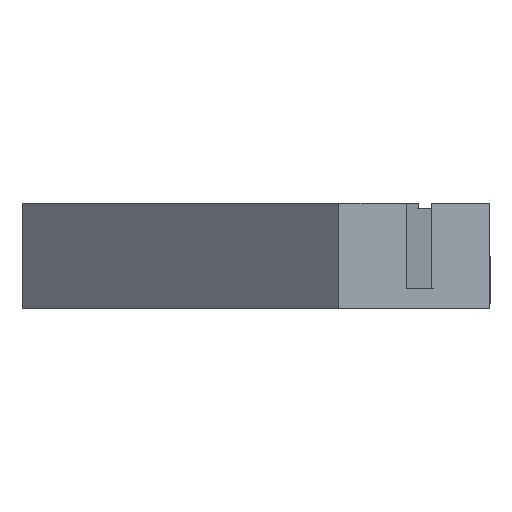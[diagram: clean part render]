
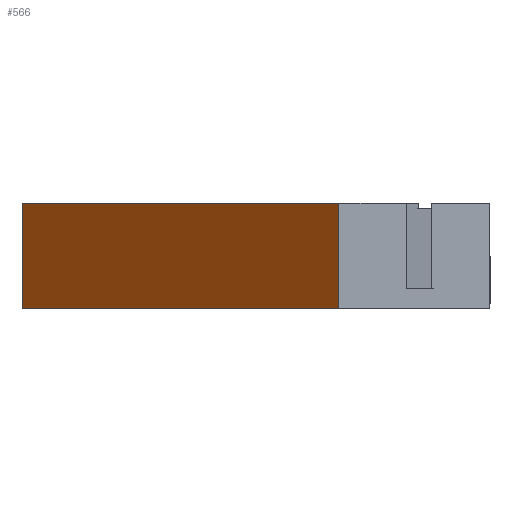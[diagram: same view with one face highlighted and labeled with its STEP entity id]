
A CAD part, left-side view. The second image highlights one B-rep face of the part: STEP entity #566.
In plain terms, the highlighted planar face has unit normal (-0.707, 0.707, 0).
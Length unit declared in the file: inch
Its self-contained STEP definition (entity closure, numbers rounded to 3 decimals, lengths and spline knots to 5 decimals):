
#78 = CARTESIAN_POINT ( 'NONE',  ( -0.35815, 1.01181, 0.11417 ) ) ;
#92 = DIRECTION ( 'NONE',  ( 0.707, 0.707, 0. ) ) ;
#115 = VERTEX_POINT ( 'NONE', #412 ) ;
#124 = FACE_OUTER_BOUND ( 'NONE', #1384, .T. ) ;
#213 = VERTEX_POINT ( 'NONE', #564 ) ;
#239 = CARTESIAN_POINT ( 'NONE',  ( -0.35815, 1.01181, 0.11417 ) ) ;
#382 = PLANE ( 'NONE',  #1280 ) ;
#412 = CARTESIAN_POINT ( 'NONE',  ( -1.04331, 0.32666, -0.11417 ) ) ;
#427 = CARTESIAN_POINT ( 'NONE',  ( -1.04331, 0.32666, 0.11417 ) ) ;
#500 = VECTOR ( 'NONE', #92, 39.37008 ) ;
#564 = CARTESIAN_POINT ( 'NONE',  ( -0.35815, 1.01181, -0.11417 ) ) ;
#566 = ADVANCED_FACE ( 'NONE', ( #124 ), #382, .F. ) ;
#589 = ORIENTED_EDGE ( 'NONE', *, *, #1078, .T. ) ;
#621 = LINE ( 'NONE', #1330, #757 ) ;
#684 = EDGE_CURVE ( 'NONE', #1238, #115, #621, .T. ) ;
#718 = CARTESIAN_POINT ( 'NONE',  ( -1.04331, 0.32666, 0.11417 ) ) ;
#757 = VECTOR ( 'NONE', #921, 39.37008 ) ;
#771 = DIRECTION ( 'NONE',  ( 0.707, 0.707, 0. ) ) ;
#780 = ORIENTED_EDGE ( 'NONE', *, *, #684, .F. ) ;
#887 = CARTESIAN_POINT ( 'NONE',  ( -0.35815, 1.01181, 0.11417 ) ) ;
#921 = DIRECTION ( 'NONE',  ( 0., 0., -1. ) ) ;
#947 = ORIENTED_EDGE ( 'NONE', *, *, #1501, .T. ) ;
#994 = LINE ( 'NONE', #1545, #1302 ) ;
#1014 = DIRECTION ( 'NONE',  ( 0.707, -0.707, 0. ) ) ;
#1015 = LINE ( 'NONE', #78, #1523 ) ;
#1018 = LINE ( 'NONE', #718, #500 ) ;
#1078 = EDGE_CURVE ( 'NONE', #1238, #1596, #1018, .T. ) ;
#1238 = VERTEX_POINT ( 'NONE', #427 ) ;
#1260 = ORIENTED_EDGE ( 'NONE', *, *, #1590, .F. ) ;
#1267 = DIRECTION ( 'NONE',  ( 0.707, 0.707, 0. ) ) ;
#1280 = AXIS2_PLACEMENT_3D ( 'NONE', #887, #1014, #771 ) ;
#1302 = VECTOR ( 'NONE', #1267, 39.37008 ) ;
#1330 = CARTESIAN_POINT ( 'NONE',  ( -1.04331, 0.32666, 0.11417 ) ) ;
#1383 = DIRECTION ( 'NONE',  ( 0., 0., -1. ) ) ;
#1384 = EDGE_LOOP ( 'NONE', ( #780, #589, #947, #1260 ) ) ;
#1501 = EDGE_CURVE ( 'NONE', #1596, #213, #1015, .T. ) ;
#1523 = VECTOR ( 'NONE', #1383, 39.37008 ) ;
#1545 = CARTESIAN_POINT ( 'NONE',  ( -1.04331, 0.32666, -0.11417 ) ) ;
#1590 = EDGE_CURVE ( 'NONE', #115, #213, #994, .T. ) ;
#1596 = VERTEX_POINT ( 'NONE', #239 ) ;
